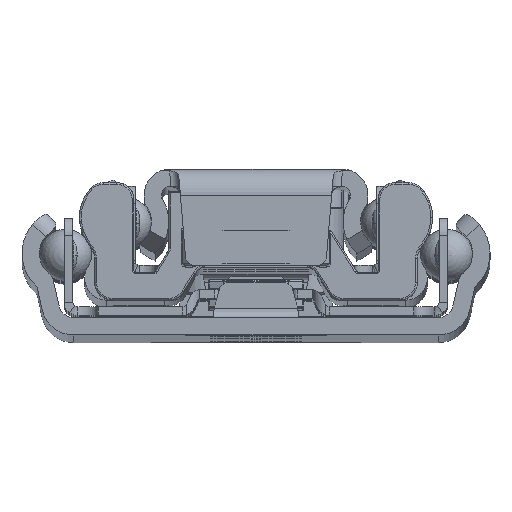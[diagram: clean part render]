
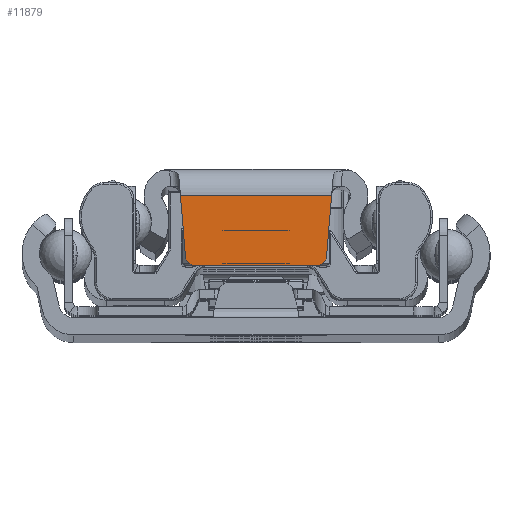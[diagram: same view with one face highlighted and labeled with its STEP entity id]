
A CAD part, top view. The second image highlights one B-rep face of the part: STEP entity #11879.
In plain terms, the highlighted planar face has unit normal (0, 0, 1).
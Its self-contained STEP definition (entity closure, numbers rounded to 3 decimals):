
#792 = VECTOR ( 'NONE', #21218, 1000. ) ;
#4901 = LINE ( 'NONE', #88799, #63832 ) ;
#7831 = ORIENTED_EDGE ( 'NONE', *, *, #65323, .T. ) ;
#8605 = CARTESIAN_POINT ( 'NONE',  ( 7.888, -12.334, 488. ) ) ;
#8762 = ORIENTED_EDGE ( 'NONE', *, *, #78191, .T. ) ;
#9761 = CARTESIAN_POINT ( 'NONE',  ( -8.672, -3., 488. ) ) ;
#11044 = DIRECTION ( 'NONE',  ( -0.084, 0.996, 0. ) ) ;
#11588 = DIRECTION ( 'NONE',  ( 0., 0., 1. ) ) ;
#11879 = ADVANCED_FACE ( 'NONE', ( #95326 ), #71041, .T. ) ;
#12209 = DIRECTION ( 'NONE',  ( 1., 0., 0. ) ) ;
#13522 = DIRECTION ( 'NONE',  ( 1., 0., 0. ) ) ;
#13644 = AXIS2_PLACEMENT_3D ( 'NONE', #72327, #57485, #13522 ) ;
#15040 = CARTESIAN_POINT ( 'NONE',  ( 7.08, -11., 488. ) ) ;
#19876 = CARTESIAN_POINT ( 'NONE',  ( 8.077, -10.084, 488. ) ) ;
#21218 = DIRECTION ( 'NONE',  ( 1., 0., 0. ) ) ;
#25578 = LINE ( 'NONE', #8605, #39458 ) ;
#26293 = EDGE_CURVE ( 'NONE', #26707, #45813, #25578, .T. ) ;
#26707 = VERTEX_POINT ( 'NONE', #19876 ) ;
#27106 = CARTESIAN_POINT ( 'NONE',  ( -8., -11., 488. ) ) ;
#28687 = AXIS2_PLACEMENT_3D ( 'NONE', #84709, #11588, #12209 ) ;
#33685 = ORIENTED_EDGE ( 'NONE', *, *, #52181, .F. ) ;
#36148 = VERTEX_POINT ( 'NONE', #58705 ) ;
#39458 = VECTOR ( 'NONE', #89192, 1000. ) ;
#39477 = CARTESIAN_POINT ( 'NONE',  ( -8., -11., 488. ) ) ;
#43227 = CIRCLE ( 'NONE', #13644, 1. ) ;
#45813 = VERTEX_POINT ( 'NONE', #86200 ) ;
#52181 = EDGE_CURVE ( 'NONE', #52613, #52950, #77524, .T. ) ;
#52613 = VERTEX_POINT ( 'NONE', #95869 ) ;
#52950 = VERTEX_POINT ( 'NONE', #9761 ) ;
#57485 = DIRECTION ( 'NONE',  ( 0., 0., 1. ) ) ;
#58705 = CARTESIAN_POINT ( 'NONE',  ( -7.08, -11., 488. ) ) ;
#59781 = LINE ( 'NONE', #71961, #792 ) ;
#63832 = VECTOR ( 'NONE', #74483, 1000. ) ;
#65323 = EDGE_CURVE ( 'NONE', #86315, #26707, #75728, .T. ) ;
#66407 = AXIS2_PLACEMENT_3D ( 'NONE', #27106, #93133, #85341 ) ;
#67090 = VECTOR ( 'NONE', #11044, 1000. ) ;
#67545 = ORIENTED_EDGE ( 'NONE', *, *, #26293, .T. ) ;
#71041 = PLANE ( 'NONE',  #66407 ) ;
#71961 = CARTESIAN_POINT ( 'NONE',  ( -8., -11., 488. ) ) ;
#72289 = ORIENTED_EDGE ( 'NONE', *, *, #89531, .T. ) ;
#72327 = CARTESIAN_POINT ( 'NONE',  ( -7.08, -10., 488. ) ) ;
#74483 = DIRECTION ( 'NONE',  ( -1., 0., 0. ) ) ;
#75728 = CIRCLE ( 'NONE', #28687, 1. ) ;
#76450 = EDGE_CURVE ( 'NONE', #45813, #52950, #4901, .T. ) ;
#77337 = ORIENTED_EDGE ( 'NONE', *, *, #76450, .T. ) ;
#77524 = LINE ( 'NONE', #39477, #67090 ) ;
#78191 = EDGE_CURVE ( 'NONE', #36148, #86315, #59781, .T. ) ;
#84709 = CARTESIAN_POINT ( 'NONE',  ( 7.08, -10., 488. ) ) ;
#85341 = DIRECTION ( 'NONE',  ( 1., 0., 0. ) ) ;
#86200 = CARTESIAN_POINT ( 'NONE',  ( 8.672, -3., 488. ) ) ;
#86315 = VERTEX_POINT ( 'NONE', #15040 ) ;
#88799 = CARTESIAN_POINT ( 'NONE',  ( -8.924, -3., 488. ) ) ;
#89192 = DIRECTION ( 'NONE',  ( 0.084, 0.996, 0. ) ) ;
#89531 = EDGE_CURVE ( 'NONE', #52613, #36148, #43227, .T. ) ;
#93133 = DIRECTION ( 'NONE',  ( 0., 0., 1. ) ) ;
#93197 = EDGE_LOOP ( 'NONE', ( #67545, #77337, #33685, #72289, #8762, #7831 ) ) ;
#95326 = FACE_OUTER_BOUND ( 'NONE', #93197, .T. ) ;
#95869 = CARTESIAN_POINT ( 'NONE',  ( -8.077, -10.084, 488. ) ) ;
